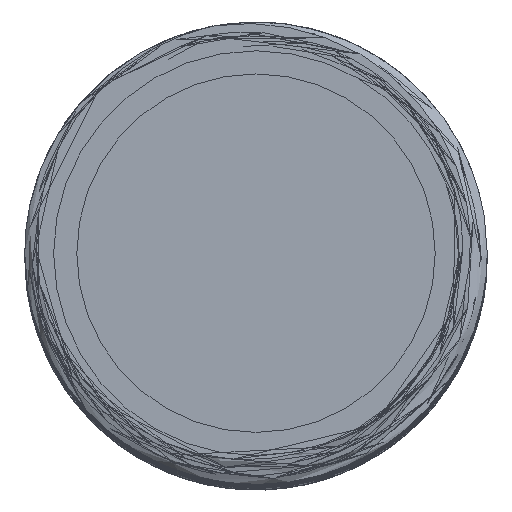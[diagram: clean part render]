
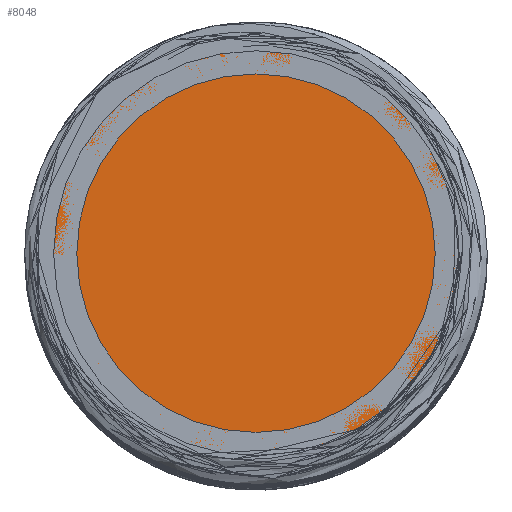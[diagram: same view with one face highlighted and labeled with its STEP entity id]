
A CAD part, top view. The second image highlights one B-rep face of the part: STEP entity #8048.
In plain terms, the highlighted planar face has unit normal (0, 0, 1).
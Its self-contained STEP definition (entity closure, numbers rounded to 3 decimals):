
#406 = DIRECTION ( 'NONE',  ( 1., 0., 0. ) ) ;
#986 = DIRECTION ( 'NONE',  ( 0., 0., 1. ) ) ;
#1100 = DIRECTION ( 'NONE',  ( 1., 0., 0. ) ) ;
#1406 = EDGE_LOOP ( 'NONE', ( #11151, #8230 ) ) ;
#1644 = EDGE_CURVE ( 'NONE', #2983, #10006, #3934, .T. ) ;
#2983 = VERTEX_POINT ( 'NONE', #3745 ) ;
#3018 = AXIS2_PLACEMENT_3D ( 'NONE', #11026, #4933, #406 ) ;
#3549 = DIRECTION ( 'NONE',  ( 0., 0., 1. ) ) ;
#3745 = CARTESIAN_POINT ( 'NONE',  ( -3.5, 0., 0.3 ) ) ;
#3934 = CIRCLE ( 'NONE', #3018, 3.5 ) ;
#4933 = DIRECTION ( 'NONE',  ( 0., 0., 1. ) ) ;
#5626 = PLANE ( 'NONE',  #7018 ) ;
#6959 = DIRECTION ( 'NONE',  ( 1., 0., 0. ) ) ;
#7018 = AXIS2_PLACEMENT_3D ( 'NONE', #7187, #986, #1100 ) ;
#7187 = CARTESIAN_POINT ( 'NONE',  ( 0., 0., 0.3 ) ) ;
#7240 = FACE_OUTER_BOUND ( 'NONE', #1406, .T. ) ;
#7875 = EDGE_CURVE ( 'NONE', #10006, #2983, #8469, .T. ) ;
#8048 = ADVANCED_FACE ( 'NONE', ( #7240 ), #5626, .T. ) ;
#8230 = ORIENTED_EDGE ( 'NONE', *, *, #7875, .T. ) ;
#8325 = CARTESIAN_POINT ( 'NONE',  ( 3.5, 0., 0.3 ) ) ;
#8469 = CIRCLE ( 'NONE', #9408, 3.5 ) ;
#9408 = AXIS2_PLACEMENT_3D ( 'NONE', #10393, #3549, #6959 ) ;
#10006 = VERTEX_POINT ( 'NONE', #8325 ) ;
#10393 = CARTESIAN_POINT ( 'NONE',  ( 0., 0., 0.3 ) ) ;
#11026 = CARTESIAN_POINT ( 'NONE',  ( 0., 0., 0.3 ) ) ;
#11151 = ORIENTED_EDGE ( 'NONE', *, *, #1644, .T. ) ;
